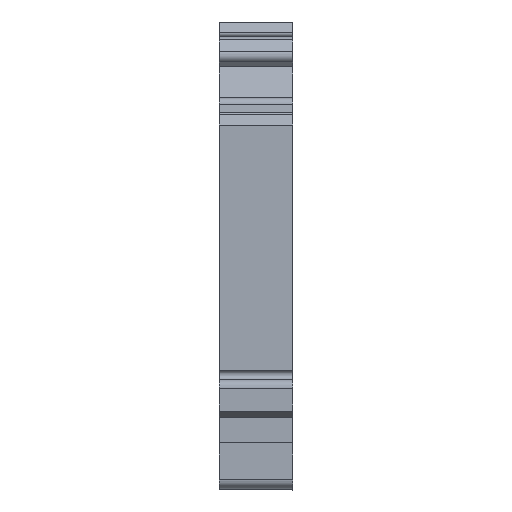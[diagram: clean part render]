
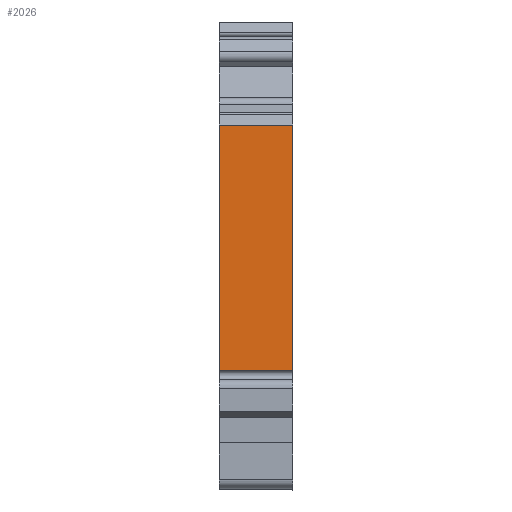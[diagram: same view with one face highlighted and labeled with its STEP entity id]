
A CAD part, left-side view. The second image highlights one B-rep face of the part: STEP entity #2026.
In plain terms, the highlighted planar face has unit normal (-1, 0, 0).
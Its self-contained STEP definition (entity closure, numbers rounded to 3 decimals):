
#355=ORIENTED_EDGE('',*,*,#959,.F.);
#356=ORIENTED_EDGE('',*,*,#845,.T.);
#357=ORIENTED_EDGE('',*,*,#960,.T.);
#358=ORIENTED_EDGE('',*,*,#932,.F.);
#845=EDGE_CURVE('',#1056,#1155,#1330,.T.);
#932=EDGE_CURVE('',#1236,#1237,#1389,.T.);
#959=EDGE_CURVE('',#1056,#1236,#1410,.T.);
#960=EDGE_CURVE('',#1155,#1237,#1411,.T.);
#1056=VERTEX_POINT('',#2897);
#1155=VERTEX_POINT('',#3095);
#1236=VERTEX_POINT('',#3268);
#1237=VERTEX_POINT('',#3270);
#1330=LINE('',#3096,#1569);
#1389=LINE('',#3269,#1628);
#1410=LINE('',#3320,#1649);
#1411=LINE('',#3321,#1650);
#1569=VECTOR('',#2444,1000.);
#1628=VECTOR('',#2569,1000.);
#1649=VECTOR('',#2610,1000.);
#1650=VECTOR('',#2611,1000.);
#1751=EDGE_LOOP('',(#355,#356,#357,#358));
#1854=FACE_BOUND('',#1751,.T.);
#1957=PLANE('',#2210);
#2026=ADVANCED_FACE('',(#1854),#1957,.T.);
#2210=AXIS2_PLACEMENT_3D('',#3319,#2608,#2609);
#2444=DIRECTION('',(0.,0.,1.));
#2569=DIRECTION('',(0.,0.,1.));
#2608=DIRECTION('',(-1.,0.,0.));
#2609=DIRECTION('',(0.,0.,1.));
#2610=DIRECTION('',(0.,1.,0.));
#2611=DIRECTION('',(0.,1.,0.));
#2897=CARTESIAN_POINT('',(-19.375,-8.,-12.452));
#3095=CARTESIAN_POINT('',(-19.375,-8.,14.272));
#3096=CARTESIAN_POINT('',(-19.375,-8.,-12.452));
#3268=CARTESIAN_POINT('',(-19.375,0.,-12.452));
#3269=CARTESIAN_POINT('',(-19.375,0.,-12.452));
#3270=CARTESIAN_POINT('',(-19.375,0.,14.272));
#3319=CARTESIAN_POINT('',(-19.375,-6.,-12.452));
#3320=CARTESIAN_POINT('',(-19.375,-6.,-12.452));
#3321=CARTESIAN_POINT('',(-19.375,-6.,14.272));
